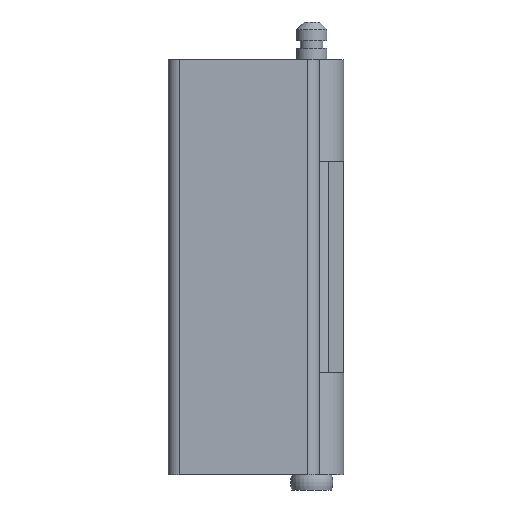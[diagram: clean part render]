
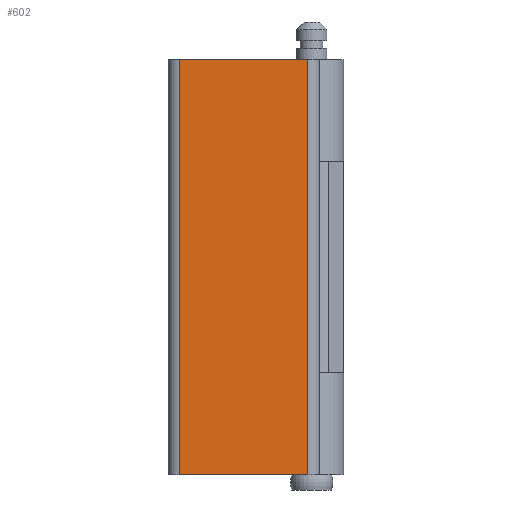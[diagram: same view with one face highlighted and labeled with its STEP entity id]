
A CAD part, front view. The second image highlights one B-rep face of the part: STEP entity #602.
In plain terms, the highlighted planar face has unit normal (0, -1, 0).
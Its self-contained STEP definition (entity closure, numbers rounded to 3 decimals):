
#330 = VERTEX_POINT ( 'NONE', #1237 ) ;
#393 = VERTEX_POINT ( 'NONE', #1171 ) ;
#396 = EDGE_CURVE ( 'NONE', #397, #393, #1169, .T. ) ;
#397 = VERTEX_POINT ( 'NONE', #1165 ) ;
#401 = EDGE_CURVE ( 'NONE', #330, #393, #1160, .T. ) ;
#458 = VERTEX_POINT ( 'NONE', #1416 ) ;
#497 = EDGE_CURVE ( 'NONE', #458, #330, #1497, .T. ) ;
#599 = EDGE_CURVE ( 'NONE', #458, #397, #1330, .T. ) ;
#602 = ADVANCED_FACE ( 'NONE', ( #1326 ), #1325, .F. ) ;
#603 = EDGE_LOOP ( 'NONE', ( #604, #605, #606, #607 ) ) ;
#604 = ORIENTED_EDGE ( 'NONE', *, *, #396, .T. ) ;
#605 = ORIENTED_EDGE ( 'NONE', *, *, #401, .F. ) ;
#606 = ORIENTED_EDGE ( 'NONE', *, *, #497, .F. ) ;
#607 = ORIENTED_EDGE ( 'NONE', *, *, #599, .T. ) ;
#1157 = DIRECTION ( 'NONE',  ( 0., 0., -1. ) ) ;
#1158 = VECTOR ( 'NONE', #1157, 1000. ) ;
#1159 = CARTESIAN_POINT ( 'NONE',  ( -0.5, -16., 27.5 ) ) ;
#1160 = LINE ( 'NONE', #1159, #1158 ) ;
#1165 = CARTESIAN_POINT ( 'NONE',  ( -17.5, -16., -27.5 ) ) ;
#1166 = DIRECTION ( 'NONE',  ( 1., 0., 0. ) ) ;
#1167 = VECTOR ( 'NONE', #1166, 1000. ) ;
#1168 = CARTESIAN_POINT ( 'NONE',  ( -17.5, -16., -27.5 ) ) ;
#1169 = LINE ( 'NONE', #1168, #1167 ) ;
#1171 = CARTESIAN_POINT ( 'NONE',  ( -0.5, -16., -27.5 ) ) ;
#1237 = CARTESIAN_POINT ( 'NONE',  ( -0.5, -16., 27.5 ) ) ;
#1321 = DIRECTION ( 'NONE',  ( 0., 0., 1. ) ) ;
#1322 = DIRECTION ( 'NONE',  ( 0., 1., 0. ) ) ;
#1323 = CARTESIAN_POINT ( 'NONE',  ( -17.5, -16., 27.5 ) ) ;
#1324 = AXIS2_PLACEMENT_3D ( 'NONE', #1323, #1322, #1321 ) ;
#1325 = PLANE ( 'NONE',  #1324 ) ;
#1326 = FACE_OUTER_BOUND ( 'NONE', #603, .T. ) ;
#1327 = DIRECTION ( 'NONE',  ( 0., 0., -1. ) ) ;
#1328 = VECTOR ( 'NONE', #1327, 1000. ) ;
#1329 = CARTESIAN_POINT ( 'NONE',  ( -17.5, -16., 27.5 ) ) ;
#1330 = LINE ( 'NONE', #1329, #1328 ) ;
#1416 = CARTESIAN_POINT ( 'NONE',  ( -17.5, -16., 27.5 ) ) ;
#1494 = DIRECTION ( 'NONE',  ( 1., 0., 0. ) ) ;
#1495 = VECTOR ( 'NONE', #1494, 1000. ) ;
#1496 = CARTESIAN_POINT ( 'NONE',  ( -17.5, -16., 27.5 ) ) ;
#1497 = LINE ( 'NONE', #1496, #1495 ) ;
